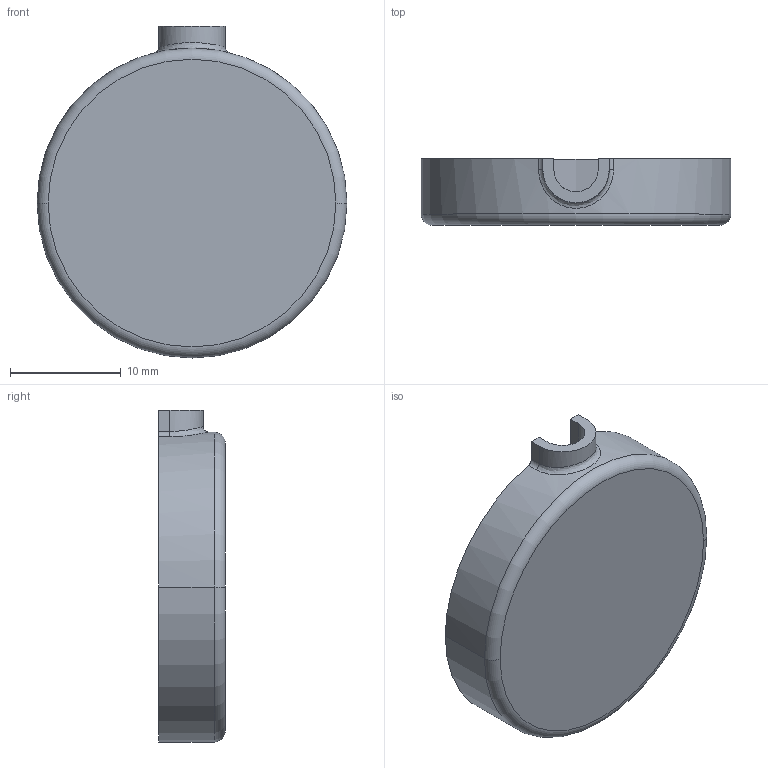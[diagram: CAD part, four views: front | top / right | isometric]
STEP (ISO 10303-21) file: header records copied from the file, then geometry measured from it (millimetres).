
FILE_DESCRIPTION((''),'2;1');
FILE_NAME('ZAOYEKE_ASM','2020-12-30T',('kun'),(''),'PRO/ENGINEER BY PARAMETRIC TECHNOLOGY CORPORATION, 2009440','PRO/ENGINEER BY PARAMETRIC TECHNOLOGY CORPORATION, 2009440','');
FILE_SCHEMA(('CONFIG_CONTROL_DESIGN'));
Length unit declared in the file: millimetre
Products named in the file (3): XINPIAN-ZAOYEKE; SENSOR-ZAOYEKE; ZAOYEKE_ASM
Assembly tree (2 placements, depth 2):
  ZAOYEKE_ASM
    XINPIAN-ZAOYEKE
    SENSOR-ZAOYEKE
Bounding box: 28 x 6 x 30 mm (x, y, z)
Volume: 1356.5 mm3; surface area: 2635.1 mm2
Topology: 2 solids, 2 shells, 30 faces, 70 edges, 44 vertices
Faces by surface type: plane 14, cylinder 10, torus 4, bspline 2
Entity records: 1162 total; most frequent: CARTESIAN_POINT 381, DIRECTION 160, ORIENTED_EDGE 140, EDGE_CURVE 70, AXIS2_PLACEMENT_3D 61, VERTEX_POINT 44, VECTOR 38, LINE 38
